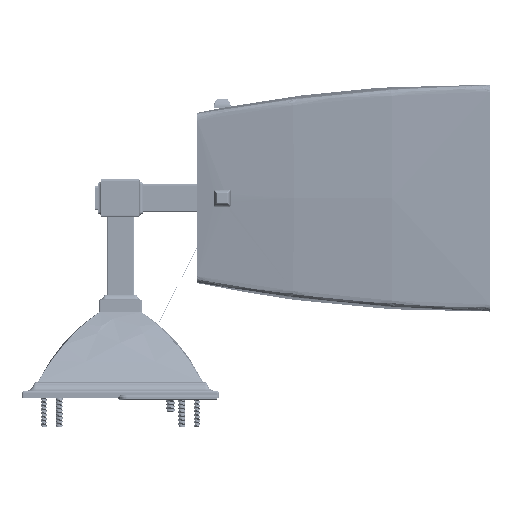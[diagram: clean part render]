
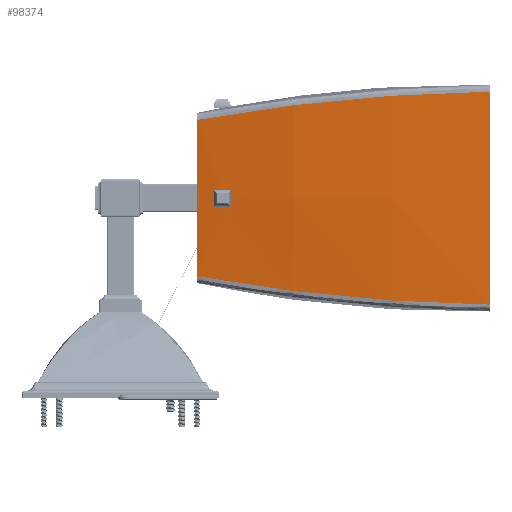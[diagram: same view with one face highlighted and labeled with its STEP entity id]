
A CAD part, left-side view. The second image highlights one B-rep face of the part: STEP entity #98374.
In plain terms, the highlighted free-form (B-spline) face has degree [3, 3] with [5, 4] control points.
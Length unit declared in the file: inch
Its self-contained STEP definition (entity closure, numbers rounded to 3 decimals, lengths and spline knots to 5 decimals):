
#97247=CARTESIAN_POINT('',(2.59148,2.43371,
0.));
#97269=CARTESIAN_POINT('',(2.59148,-2.43371,
0.));
#97375=CARTESIAN_POINT('',(1.94154,-1.78714,
6.693));
#97537=CARTESIAN_POINT('',(1.94154,1.78714,6.693));
#97538=CARTESIAN_POINT('',(2.0182,1.86549,6.26406));
#97539=CARTESIAN_POINT('',(2.15892,2.00856,5.3955));
#97540=CARTESIAN_POINT('',(2.33236,2.18301,4.05387));
#97541=CARTESIAN_POINT('',(2.46358,2.31319,2.70482));
#97542=CARTESIAN_POINT('',(2.55293,2.39972,1.34231));
#97543=CARTESIAN_POINT('',(2.58333,2.42723,
0.44621));
#97544=CARTESIAN_POINT('',(2.59148,2.43371,
0.));
#97546=CARTESIAN_POINT('',(2.59148,-2.43371,
0.));
#97547=CARTESIAN_POINT('',(2.59253,-1.62269,
0.));
#97548=CARTESIAN_POINT('',(2.59391,0.,
0.));
#97549=CARTESIAN_POINT('',(2.59253,1.62269,
0.));
#97550=CARTESIAN_POINT('',(2.59148,2.43371,
0.));
#97552=CARTESIAN_POINT('',(1.94154,-1.78714,
6.693));
#97553=CARTESIAN_POINT('',(2.0182,-1.86549,
6.26406));
#97554=CARTESIAN_POINT('',(2.15892,-2.00856,
5.3955));
#97555=CARTESIAN_POINT('',(2.33236,-2.18301,
4.05387));
#97556=CARTESIAN_POINT('',(2.46358,-2.31319,
2.70482));
#97557=CARTESIAN_POINT('',(2.55293,-2.39972,
1.34231));
#97558=CARTESIAN_POINT('',(2.58333,-2.42723,
0.44621));
#97559=CARTESIAN_POINT('',(2.59148,-2.43371,
0.));
#97561=CARTESIAN_POINT('',(1.94154,1.78714,6.693));
#97562=CARTESIAN_POINT('',(1.94574,1.19227,6.693));
#97563=CARTESIAN_POINT('',(1.95121,0.,
6.693));
#97564=CARTESIAN_POINT('',(1.94574,-1.19227,
6.693));
#97565=CARTESIAN_POINT('',(1.94154,-1.78714,
6.693));
#97567=CARTESIAN_POINT('',(2.0613,-0.1575,6.122));
#97568=CARTESIAN_POINT('',(2.05867,-0.1575,6.13599));
#97569=CARTESIAN_POINT('',(2.05344,-0.15373,
6.16377));
#97570=CARTESIAN_POINT('',(2.04624,-0.13786,
6.20182));
#97571=CARTESIAN_POINT('',(2.03994,-0.11236,
6.23495));
#97572=CARTESIAN_POINT('',(2.03515,-0.07945,
6.26006));
#97573=CARTESIAN_POINT('',(2.03211,-0.04112,
6.27591));
#97574=CARTESIAN_POINT('',(2.03108,0.00009,
6.28129));
#97575=CARTESIAN_POINT('',(2.03211,0.04089,
6.27594));
#97576=CARTESIAN_POINT('',(2.03512,0.0792,
6.26021));
#97577=CARTESIAN_POINT('',(2.03991,0.11216,
6.23513));
#97578=CARTESIAN_POINT('',(2.04616,0.13764,
6.20222));
#97579=CARTESIAN_POINT('',(2.05344,0.15376,
6.16376));
#97580=CARTESIAN_POINT('',(2.05868,0.1575,6.13596));
#97581=CARTESIAN_POINT('',(2.0613,0.1575,6.122));
#97583=CARTESIAN_POINT('',(2.0613,0.1575,6.122));
#97584=CARTESIAN_POINT('',(2.06389,0.1575,6.10824));
#97585=CARTESIAN_POINT('',(2.06905,0.15388,
6.08072));
#97586=CARTESIAN_POINT('',(2.07626,0.13787,
6.04214));
#97587=CARTESIAN_POINT('',(2.08242,0.11237,
6.00906));
#97588=CARTESIAN_POINT('',(2.08711,0.07927,
5.98382));
#97589=CARTESIAN_POINT('',(2.09004,0.04092,
5.96804));
#97590=CARTESIAN_POINT('',(2.09102,-0.00019,
5.96272));
#97591=CARTESIAN_POINT('',(2.09003,-0.04097,
5.96808));
#97592=CARTESIAN_POINT('',(2.08711,-0.07929,
5.98383));
#97593=CARTESIAN_POINT('',(2.08242,-0.11237,
6.00906));
#97594=CARTESIAN_POINT('',(2.07626,-0.13787,
6.04214));
#97595=CARTESIAN_POINT('',(2.06906,-0.15387,
6.08069));
#97596=CARTESIAN_POINT('',(2.06389,-0.1575,6.10822));
#97597=CARTESIAN_POINT('',(2.0613,-0.1575,6.122));
#97803=VERTEX_POINT('',#97567);
#97804=VERTEX_POINT('',#97581);
#97836=VERTEX_POINT('',#97247);
#97837=VERTEX_POINT('',#97537);
#97839=VERTEX_POINT('',#97269);
#97842=VERTEX_POINT('',#97375);
#98341=CARTESIAN_POINT('',(2.59269,2.53748,
-0.06767));
#98342=CARTESIAN_POINT('',(2.54889,2.49225,2.22212));
#98343=CARTESIAN_POINT('',(2.32646,2.27451,4.51548));
#98344=CARTESIAN_POINT('',(1.92914,1.88788,6.7587));
#98345=CARTESIAN_POINT('',(2.59244,1.6916,
-0.06767));
#98346=CARTESIAN_POINT('',(2.59572,1.67161,2.22212));
#98347=CARTESIAN_POINT('',(2.37418,1.52665,4.51548));
#98348=CARTESIAN_POINT('',(1.93252,1.25932,6.7587));
#98349=CARTESIAN_POINT('',(2.59211,0.,
-0.06767));
#98350=CARTESIAN_POINT('',(2.65772,0.,
2.22212));
#98351=CARTESIAN_POINT('',(2.43736,0.,
4.51548));
#98352=CARTESIAN_POINT('',(1.937,0.,
6.7587));
#98353=CARTESIAN_POINT('',(2.59244,-1.6916,
-0.06767));
#98354=CARTESIAN_POINT('',(2.59572,-1.67161,
2.22212));
#98355=CARTESIAN_POINT('',(2.37418,-1.52665,
4.51548));
#98356=CARTESIAN_POINT('',(1.93252,-1.25932,
6.7587));
#98357=CARTESIAN_POINT('',(2.59269,-2.53748,
-0.06767));
#98358=CARTESIAN_POINT('',(2.54889,-2.49225,
2.22212));
#98359=CARTESIAN_POINT('',(2.32646,-2.27451,
4.51548));
#98360=CARTESIAN_POINT('',(1.92914,-1.88788,
6.7587));
#98361=B_SPLINE_SURFACE_WITH_KNOTS('',3,3,((#98341,#98342,#98343,#98344),
(#98345,#98346,#98347,#98348),(#98349,#98350,#98351,#98352),(#98353,#98354,
#98355,#98356),(#98357,#98358,#98359,#98360)),.UNSPECIFIED.,.F.,.F.,.F.,(4,1,4),
(4,4),(0.12766,0.25,0.37234),(-0.00173,
0.97578),.UNSPECIFIED.);
#98363=ORIENTED_EDGE('',*,*,#98362,.T.);
#98364=ORIENTED_EDGE('',*,*,#97972,.F.);
#98366=ORIENTED_EDGE('',*,*,#98365,.F.);
#98367=ORIENTED_EDGE('',*,*,#98089,.F.);
#98368=EDGE_LOOP('',(#98363,#98364,#98366,#98367));
#98369=FACE_OUTER_BOUND('',#98368,.F.);
#98370=ORIENTED_EDGE('',*,*,#98293,.F.);
#98371=ORIENTED_EDGE('',*,*,#98322,.F.);
#98372=EDGE_LOOP('',(#98370,#98371));
#98373=FACE_BOUND('',#98372,.F.);
#98374=ADVANCED_FACE('',(#98369,#98373),#98361,.F.);
#97545=B_SPLINE_CURVE_WITH_KNOTS('',3,(#97537,#97538,#97539,#97540,#97541,
#97542,#97543,#97544),.UNSPECIFIED.,.F.,.F.,(4,1,1,1,1,4),(0.,0.2,0.4,
0.6,0.8,1.),.UNSPECIFIED.);
#97551=B_SPLINE_CURVE_WITH_KNOTS('',3,(#97546,#97547,#97548,#97549,#97550),
.UNSPECIFIED.,.F.,.F.,(4,1,4),(0.,0.5,1.),.UNSPECIFIED.);
#97560=B_SPLINE_CURVE_WITH_KNOTS('',3,(#97552,#97553,#97554,#97555,#97556,
#97557,#97558,#97559),.UNSPECIFIED.,.F.,.F.,(4,1,1,1,1,4),(0.,0.2,0.4,
0.6,0.8,1.),.UNSPECIFIED.);
#97566=B_SPLINE_CURVE_WITH_KNOTS('',3,(#97561,#97562,#97563,#97564,#97565),
.UNSPECIFIED.,.F.,.F.,(4,1,4),(0.,0.5,1.),.UNSPECIFIED.);
#97582=B_SPLINE_CURVE_WITH_KNOTS('',3,(#97567,#97568,#97569,#97570,#97571,
#97572,#97573,#97574,#97575,#97576,#97577,#97578,#97579,#97580,#97581),
.UNSPECIFIED.,.F.,.F.,(4,1,1,1,1,1,1,1,1,1,1,1,4),(0.,0.08333,
0.16667,0.25,0.33333,0.41667,0.5,
0.58333,0.66667,0.75,0.83333,0.91667,
1.),.UNSPECIFIED.);
#97598=B_SPLINE_CURVE_WITH_KNOTS('',3,(#97583,#97584,#97585,#97586,#97587,
#97588,#97589,#97590,#97591,#97592,#97593,#97594,#97595,#97596,#97597),
.UNSPECIFIED.,.F.,.F.,(4,1,1,1,1,1,1,1,1,1,1,1,4),(0.,0.08333,
0.16667,0.25,0.33333,0.41667,0.5,
0.58333,0.66667,0.75,0.83333,0.91667,
1.),.UNSPECIFIED.);
#97972=EDGE_CURVE('',#97839,#97836,#97551,.T.);
#98089=EDGE_CURVE('',#97837,#97842,#97566,.T.);
#98293=EDGE_CURVE('',#97803,#97804,#97582,.T.);
#98322=EDGE_CURVE('',#97804,#97803,#97598,.T.);
#98362=EDGE_CURVE('',#97837,#97836,#97545,.T.);
#98365=EDGE_CURVE('',#97842,#97839,#97560,.T.);
